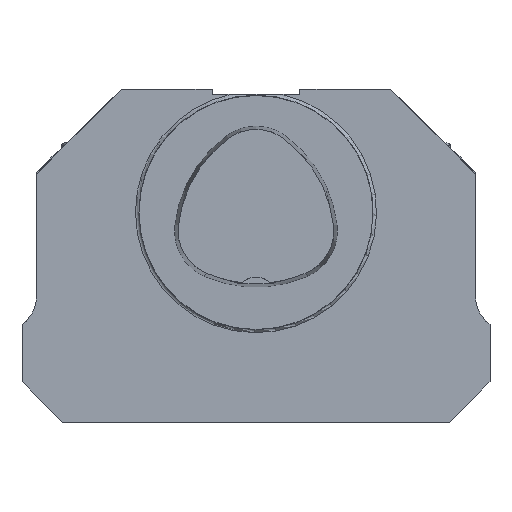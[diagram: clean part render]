
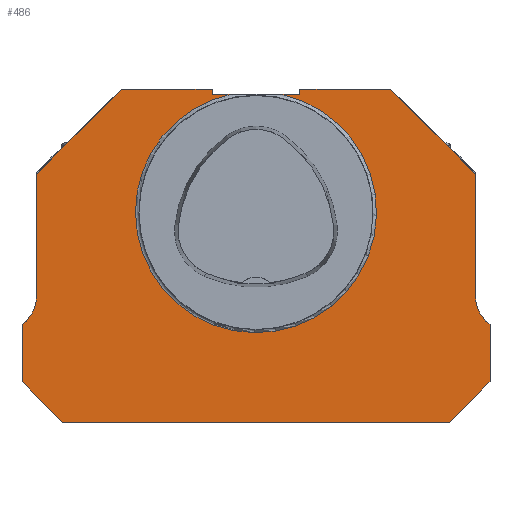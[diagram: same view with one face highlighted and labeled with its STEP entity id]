
A CAD part, top view. The second image highlights one B-rep face of the part: STEP entity #486.
In plain terms, the highlighted planar face has unit normal (0, -0.005, 1).
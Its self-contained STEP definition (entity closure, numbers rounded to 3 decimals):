
#53=LINE('',#2181,#195);
#59=LINE('',#2195,#201);
#61=LINE('',#2199,#203);
#62=LINE('',#2201,#204);
#63=LINE('',#2205,#205);
#64=LINE('',#2207,#206);
#65=LINE('',#2208,#207);
#66=LINE('',#2210,#208);
#67=LINE('',#2214,#209);
#68=LINE('',#2216,#210);
#69=LINE('',#2218,#211);
#70=LINE('',#2220,#212);
#71=LINE('',#2222,#213);
#72=LINE('',#2226,#214);
#73=LINE('',#2228,#215);
#195=VECTOR('',#1754,1.);
#201=VECTOR('',#1762,1.);
#203=VECTOR('',#1766,1.);
#204=VECTOR('',#1767,1.);
#205=VECTOR('',#1770,1.);
#206=VECTOR('',#1771,1.);
#207=VECTOR('',#1772,1.);
#208=VECTOR('',#1773,1.);
#209=VECTOR('',#1776,1.);
#210=VECTOR('',#1777,1.);
#211=VECTOR('',#1778,1.);
#212=VECTOR('',#1779,1.);
#213=VECTOR('',#1780,1.);
#214=VECTOR('',#1783,1.);
#215=VECTOR('',#1784,1.);
#342=PLANE('',#1571);
#405=FACE_OUTER_BOUND('',#636,.T.);
#486=ADVANCED_FACE('',(#405),#342,.T.);
#636=EDGE_LOOP('',(#753,#754,#755,#756,#757,#758,#759,#760,#761,#762,#763,
#764,#765,#766,#767,#768,#769,#770));
#753=ORIENTED_EDGE('',*,*,#1282,.T.);
#754=ORIENTED_EDGE('',*,*,#1284,.T.);
#755=ORIENTED_EDGE('',*,*,#1285,.T.);
#756=ORIENTED_EDGE('',*,*,#1286,.T.);
#757=ORIENTED_EDGE('',*,*,#1287,.T.);
#758=ORIENTED_EDGE('',*,*,#1288,.T.);
#759=ORIENTED_EDGE('',*,*,#1276,.T.);
#760=ORIENTED_EDGE('',*,*,#1289,.T.);
#761=ORIENTED_EDGE('',*,*,#1290,.T.);
#762=ORIENTED_EDGE('',*,*,#1291,.T.);
#763=ORIENTED_EDGE('',*,*,#1292,.T.);
#764=ORIENTED_EDGE('',*,*,#1293,.T.);
#765=ORIENTED_EDGE('',*,*,#1294,.T.);
#766=ORIENTED_EDGE('',*,*,#1295,.T.);
#767=ORIENTED_EDGE('',*,*,#1296,.T.);
#768=ORIENTED_EDGE('',*,*,#1297,.T.);
#769=ORIENTED_EDGE('',*,*,#1298,.T.);
#770=ORIENTED_EDGE('',*,*,#1299,.T.);
#1139=VERTEX_POINT('',#2182);
#1140=VERTEX_POINT('',#2183);
#1145=VERTEX_POINT('',#2194);
#1146=VERTEX_POINT('',#2196);
#1147=VERTEX_POINT('',#2200);
#1148=VERTEX_POINT('',#2202);
#1149=VERTEX_POINT('',#2204);
#1150=VERTEX_POINT('',#2206);
#1151=VERTEX_POINT('',#2209);
#1152=VERTEX_POINT('',#2211);
#1153=VERTEX_POINT('',#2213);
#1154=VERTEX_POINT('',#2215);
#1155=VERTEX_POINT('',#2217);
#1156=VERTEX_POINT('',#2219);
#1157=VERTEX_POINT('',#2221);
#1158=VERTEX_POINT('',#2223);
#1159=VERTEX_POINT('',#2225);
#1160=VERTEX_POINT('',#2227);
#1276=EDGE_CURVE('',#1139,#1140,#53,.T.);
#1282=EDGE_CURVE('',#1146,#1145,#59,.T.);
#1284=EDGE_CURVE('',#1145,#1147,#61,.T.);
#1285=EDGE_CURVE('',#1147,#1148,#62,.T.);
#1286=EDGE_CURVE('',#1148,#1149,#1464,.T.);
#1287=EDGE_CURVE('',#1149,#1150,#63,.T.);
#1288=EDGE_CURVE('',#1150,#1139,#64,.T.);
#1289=EDGE_CURVE('',#1140,#1151,#65,.T.);
#1290=EDGE_CURVE('',#1151,#1152,#66,.T.);
#1291=EDGE_CURVE('',#1152,#1153,#1465,.T.);
#1292=EDGE_CURVE('',#1153,#1154,#67,.T.);
#1293=EDGE_CURVE('',#1154,#1155,#68,.T.);
#1294=EDGE_CURVE('',#1155,#1156,#69,.T.);
#1295=EDGE_CURVE('',#1156,#1157,#70,.T.);
#1296=EDGE_CURVE('',#1157,#1158,#71,.T.);
#1297=EDGE_CURVE('',#1158,#1159,#1466,.T.);
#1298=EDGE_CURVE('',#1159,#1160,#72,.T.);
#1299=EDGE_CURVE('',#1160,#1146,#73,.T.);
#1464=CIRCLE('',#1568,41.2);
#1465=CIRCLE('',#1569,12.5);
#1466=CIRCLE('',#1570,12.5);
#1568=AXIS2_PLACEMENT_3D('',#2203,#1768,#1769);
#1569=AXIS2_PLACEMENT_3D('',#2212,#1774,#1775);
#1570=AXIS2_PLACEMENT_3D('',#2224,#1781,#1782);
#1571=AXIS2_PLACEMENT_3D('',#2229,#1785,#1786);
#1754=DIRECTION('',(-1.,0.,0.));
#1762=DIRECTION('',(-1.,0.,0.));
#1766=DIRECTION('',(0.,-1.,-0.005));
#1767=DIRECTION('',(-1.,0.,0.));
#1768=DIRECTION('',(0.,0.005,-1.));
#1769=DIRECTION('',(0.,1.,0.005));
#1770=DIRECTION('',(-1.,0.,0.));
#1771=DIRECTION('',(0.,1.,0.005));
#1772=DIRECTION('',(-0.707,-0.707,-0.004));
#1773=DIRECTION('',(0.,-1.,-0.005));
#1774=DIRECTION('',(0.,0.005,-1.));
#1775=DIRECTION('',(1.,0.,0.));
#1776=DIRECTION('',(0.,-1.,-0.005));
#1777=DIRECTION('',(0.707,-0.707,-0.004));
#1778=DIRECTION('',(1.,0.,0.));
#1779=DIRECTION('',(0.707,0.707,0.004));
#1780=DIRECTION('',(0.,1.,0.005));
#1781=DIRECTION('',(0.,0.005,-1.));
#1782=DIRECTION('',(1.,0.,0.));
#1783=DIRECTION('',(0.,1.,0.005));
#1784=DIRECTION('',(-0.707,0.707,0.004));
#1785=DIRECTION('',(0.,-0.005,1.));
#1786=DIRECTION('',(0.,-1.,-0.005));
#2181=CARTESIAN_POINT('',(0.,42.163,-30.98));
#2182=CARTESIAN_POINT('',(-15.,42.163,-30.98));
#2183=CARTESIAN_POINT('',(-46.,42.163,-30.98));
#2194=CARTESIAN_POINT('',(15.,42.163,-30.98));
#2195=CARTESIAN_POINT('',(0.,42.163,-30.98));
#2196=CARTESIAN_POINT('',(46.,42.163,-30.98));
#2199=CARTESIAN_POINT('',(15.,0.163,-31.2));
#2200=CARTESIAN_POINT('',(15.,40.398,-30.989));
#2201=CARTESIAN_POINT('',(0.,40.398,-30.989));
#2202=CARTESIAN_POINT('',(8.864,40.398,-30.989));
#2203=CARTESIAN_POINT('',(0.,0.163,-31.2));
#2204=CARTESIAN_POINT('',(-8.864,40.398,-30.989));
#2205=CARTESIAN_POINT('',(0.,40.398,-30.989));
#2206=CARTESIAN_POINT('',(-15.,40.398,-30.989));
#2207=CARTESIAN_POINT('',(-15.,0.163,-31.2));
#2208=CARTESIAN_POINT('',(-44.,44.163,-30.969));
#2209=CARTESIAN_POINT('',(-75.,13.163,-31.132));
#2210=CARTESIAN_POINT('',(-75.,0.163,-31.2));
#2211=CARTESIAN_POINT('',(-75.,-28.336,-31.349));
#2212=CARTESIAN_POINT('',(-87.5,-28.336,-31.349));
#2213=CARTESIAN_POINT('',(-80.,-38.336,-31.401));
#2214=CARTESIAN_POINT('',(-80.,0.163,-31.2));
#2215=CARTESIAN_POINT('',(-80.,-57.836,-31.503));
#2216=CARTESIAN_POINT('',(-69.,-68.836,-31.561));
#2217=CARTESIAN_POINT('',(-66.,-71.836,-31.577));
#2218=CARTESIAN_POINT('',(0.,-71.836,-31.577));
#2219=CARTESIAN_POINT('',(66.,-71.836,-31.577));
#2220=CARTESIAN_POINT('',(69.,-68.836,-31.561));
#2221=CARTESIAN_POINT('',(80.,-57.836,-31.503));
#2222=CARTESIAN_POINT('',(80.,0.163,-31.2));
#2223=CARTESIAN_POINT('',(80.,-38.336,-31.401));
#2224=CARTESIAN_POINT('',(87.5,-28.336,-31.349));
#2225=CARTESIAN_POINT('',(75.,-28.336,-31.349));
#2226=CARTESIAN_POINT('',(75.,0.163,-31.2));
#2227=CARTESIAN_POINT('',(75.,13.163,-31.132));
#2228=CARTESIAN_POINT('',(44.,44.163,-30.969));
#2229=CARTESIAN_POINT('',(0.,0.163,-31.2));
